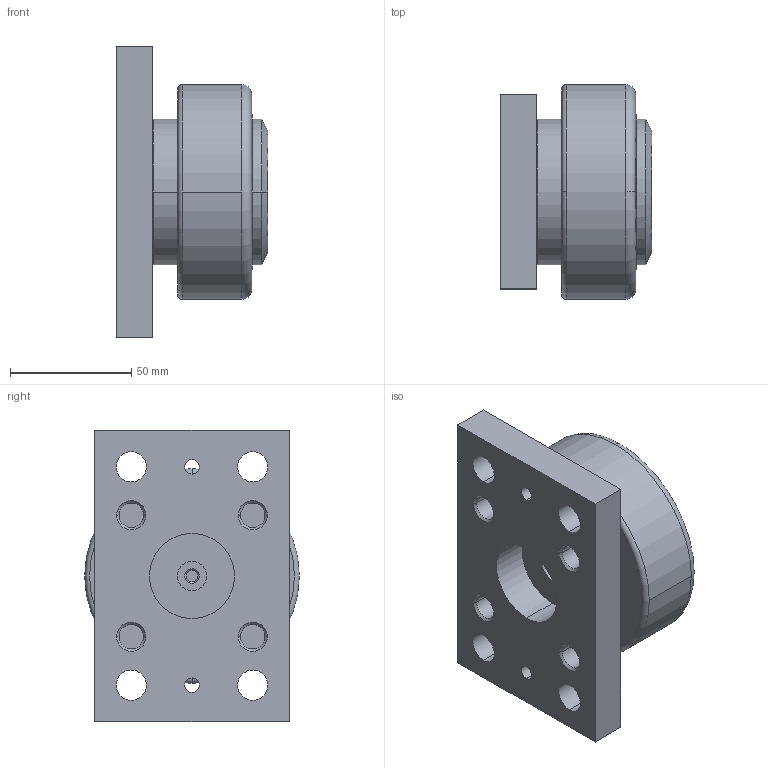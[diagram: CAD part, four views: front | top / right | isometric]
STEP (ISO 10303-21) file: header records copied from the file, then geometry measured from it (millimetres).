
FILE_DESCRIPTION(('STEP AP214'),'1');
FILE_NAME('4_076_inox___ap_1-inox_200_015_041.stp','2021-05-27T03:01:04',('TraceParts'),('TraceParts S.A.'),'Spatial InterOp 3D',' ',' ');
FILE_SCHEMA(('AUTOMOTIVE_DESIGN { 1 0 10303 214 1 1 1 1 }'));
Length unit declared in the file: millimetre
Products named in the file (1): 4_076_inox___ap_1-inox_200_015_041_1
Bounding box: 62.5 x 88.4 x 120 mm (x, y, z)
Volume: 348911.5 mm3; surface area: 51294.7 mm2
Topology: 2 solids, 2 shells, 105 faces, 253 edges, 163 vertices
Faces by surface type: cylinder 42, plane 31, cone 22, torus 10
Entity records: 3175 total; most frequent: DIRECTION 608, CARTESIAN_POINT 523, ORIENTED_EDGE 506, EDGE_CURVE 253, AXIS2_PLACEMENT_3D 248, VERTEX_POINT 163, CIRCLE 141, EDGE_LOOP 138
